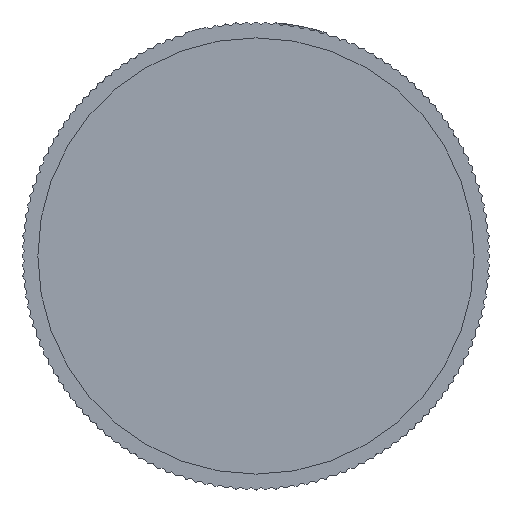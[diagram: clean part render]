
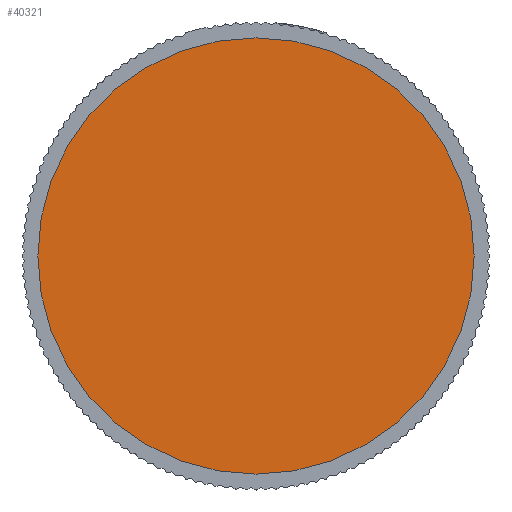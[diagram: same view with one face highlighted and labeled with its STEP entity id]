
A CAD part, front view. The second image highlights one B-rep face of the part: STEP entity #40321.
In plain terms, the highlighted planar face has unit normal (0, -1, 0).
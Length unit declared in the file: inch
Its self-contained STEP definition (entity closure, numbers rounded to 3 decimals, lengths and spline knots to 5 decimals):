
#832 = CARTESIAN_POINT ( 'NONE',  ( 1.24065, 0.37795, 0. ) ) ;
#4731 = DIRECTION ( 'NONE',  ( 0., -1., 0. ) ) ;
#6512 = CARTESIAN_POINT ( 'NONE',  ( 0., 0.37795, 0. ) ) ;
#8345 = VERTEX_POINT ( 'NONE', #44946 ) ;
#8917 = VERTEX_POINT ( 'NONE', #36726 ) ;
#10269 = EDGE_CURVE ( 'NONE', #8345, #8917, #34396, .T. ) ;
#10356 = DIRECTION ( 'NONE',  ( 0., 0., -1. ) ) ;
#10654 = EDGE_LOOP ( 'NONE', ( #10931, #30661 ) ) ;
#10931 = ORIENTED_EDGE ( 'NONE', *, *, #23747, .T. ) ;
#11232 = AXIS2_PLACEMENT_3D ( 'NONE', #6512, #33677, #10356 ) ;
#11738 = AXIS2_PLACEMENT_3D ( 'NONE', #23215, #50376, #27160 ) ;
#23215 = CARTESIAN_POINT ( 'NONE',  ( 0., 0.37795, 0. ) ) ;
#23747 = EDGE_CURVE ( 'NONE', #8917, #8345, #26387, .T. ) ;
#26387 = CIRCLE ( 'NONE', #11232, 1.2874 ) ;
#27160 = DIRECTION ( 'NONE',  ( 0., 0., -1. ) ) ;
#30661 = ORIENTED_EDGE ( 'NONE', *, *, #10269, .T. ) ;
#31919 = DIRECTION ( 'NONE',  ( 0., 0., -1. ) ) ;
#33677 = DIRECTION ( 'NONE',  ( 0., -1., 0. ) ) ;
#34396 = CIRCLE ( 'NONE', #11738, 1.2874 ) ;
#36726 = CARTESIAN_POINT ( 'NONE',  ( 0., 0.37795, -1.2874 ) ) ;
#40321 = ADVANCED_FACE ( 'NONE', ( #45950 ), #47337, .T. ) ;
#44571 = AXIS2_PLACEMENT_3D ( 'NONE', #832, #4731, #31919 ) ;
#44946 = CARTESIAN_POINT ( 'NONE',  ( 0., 0.37795, 1.2874 ) ) ;
#45950 = FACE_OUTER_BOUND ( 'NONE', #10654, .T. ) ;
#47337 = PLANE ( 'NONE',  #44571 ) ;
#50376 = DIRECTION ( 'NONE',  ( 0., -1., 0. ) ) ;
